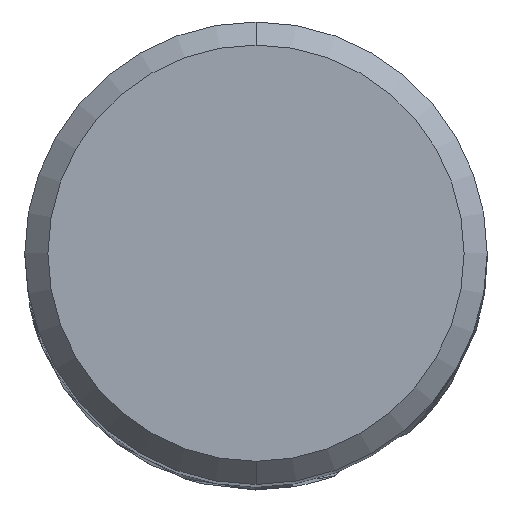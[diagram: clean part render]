
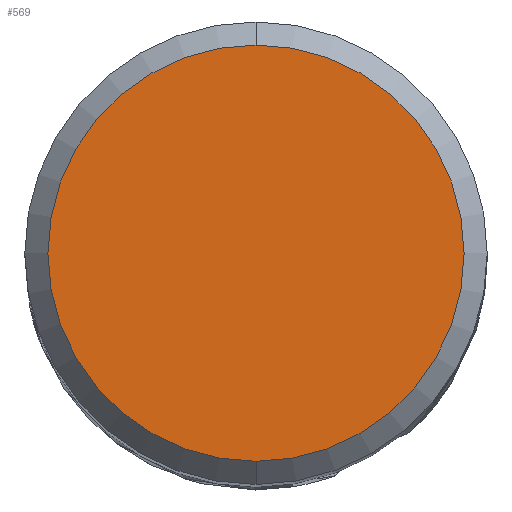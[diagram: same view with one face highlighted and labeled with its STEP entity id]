
A CAD part, top view. The second image highlights one B-rep face of the part: STEP entity #569.
In plain terms, the highlighted planar face has unit normal (0, 0, 1).
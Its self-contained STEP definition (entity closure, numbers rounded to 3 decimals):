
#569=ADVANCED_FACE('',(#1603),#1604,.T.);
#847=VERTEX_POINT('',#1906);
#1275=EDGE_CURVE('',#847,#1543,#2379,.T.);
#1459=EDGE_CURVE('',#1543,#847,#2575,.T.);
#1543=VERTEX_POINT('',#2666);
#1603=FACE_OUTER_BOUND('',#2726,.T.);
#1604=PLANE('',#2727);
#1906=CARTESIAN_POINT('',(0.,-7.2,0.0));
#2379=CIRCLE('',#6792,7.2);
#2575=CIRCLE('',#7710,7.2);
#2666=CARTESIAN_POINT('',(0.0,7.2,0.0));
#2726=EDGE_LOOP('',(#7928,#7929));
#2727=AXIS2_PLACEMENT_3D('',#7930,#7931,#7932);
#6792=AXIS2_PLACEMENT_3D('',#8835,#8836,#8837);
#7710=AXIS2_PLACEMENT_3D('',#8987,#8988,#8989);
#7928=ORIENTED_EDGE('',*,*,#1459,.F.);
#7929=ORIENTED_EDGE('',*,*,#1275,.F.);
#7930=CARTESIAN_POINT('',(0.0,3.6,0.0));
#7931=DIRECTION('',(-0.0,0.0,1.0));
#7932=DIRECTION('',(0.0,-1.0,0.0));
#8835=CARTESIAN_POINT('',(0.0,0.0,0.0));
#8836=DIRECTION('',(0.0,0.0,-1.0));
#8837=DIRECTION('',(0.0,1.0,0.0));
#8987=CARTESIAN_POINT('',(0.0,0.0,0.0));
#8988=DIRECTION('',(0.0,0.0,-1.0));
#8989=DIRECTION('',(0.0,1.0,0.0));
